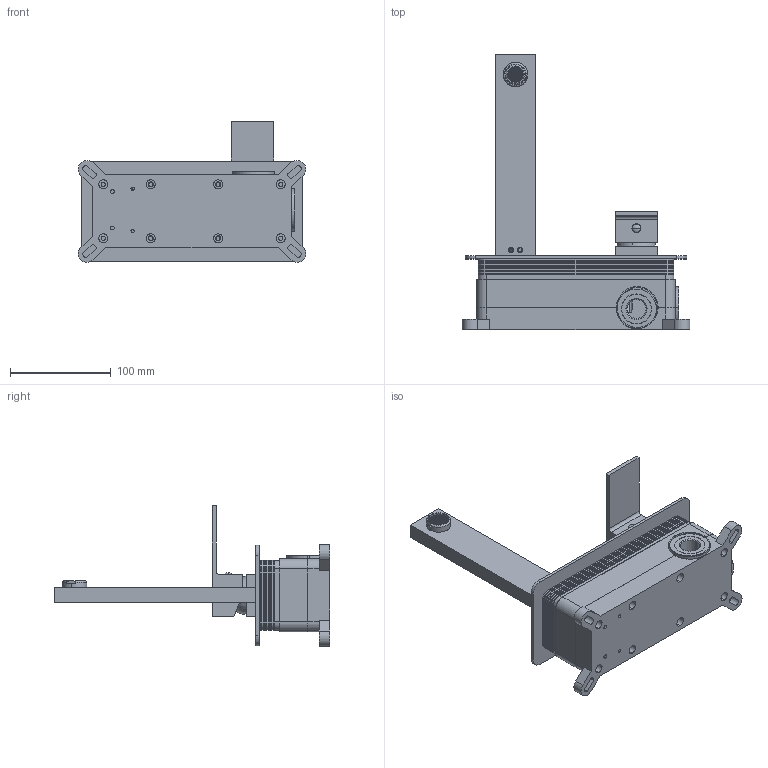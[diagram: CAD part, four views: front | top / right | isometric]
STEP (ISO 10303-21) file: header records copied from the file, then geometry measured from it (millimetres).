
FILE_DESCRIPTION (( 'STEP AP214' ), '1' );
FILE_NAME ('7690601.STEP', '2019-12-19T06:08:52', ( '微软用户' ), ( '微软中国' ), 'SwSTEP 2.0', 'SolidWorks 2014', '' );
FILE_SCHEMA (( 'AUTOMOTIVE_DESIGN' ));
Length unit declared in the file: millimetre
Products named in the file (17): 7523A肣杶; 7690601; 2016-3-10d; 2016-3-10b; 2016-3-10a; 色钮(全白); 擋諉挴1211; ぱ籵翋极12; 24厙郲杶; 24厙郋; M24X1两级网嘴胶圈; 70651擋22889; 源倛醱啣52153; 9111忒梟ㄗ42X42ㄘ; M32X1.25装饰杯（塑料）; M37X1.25两级压盖（新）; D35P
Assembly tree (17 placements, depth 2):
  7690601
    7523A肣杶
    D35P
    M37X1.25两级压盖（新）
    M32X1.25装饰杯（塑料）
    9111忒梟ㄗ42X42ㄘ
    源倛醱啣52153
    70651擋22889
    M24X1两级网嘴胶圈
    24厙郋
    24厙郲杶
    ぱ籵翋极12
    擋諉挴1211
    色钮(全白)
    2016-3-10a
    2016-3-10b
    2016-3-10d  x2
Bounding box: 225.99 x 273 x 139.5 mm (x, y, z)
Volume: 476015.5 mm3; surface area: 325132 mm2
Topology: 16 solids, 19 shells, 3311 faces, 11942 edges, 7921 vertices
Faces by surface type: plane 1825, cylinder 1334, cone 85, bspline 41, torus 20, sphere 6
Entity records: 165745 total; most frequent: CARTESIAN_POINT 66048, ORIENTED_EDGE 23786, DIRECTION 17180, EDGE_CURVE 11895, VERTEX_POINT 7897, LINE 5790, VECTOR 5790, AXIS2_PLACEMENT_3D 5695
